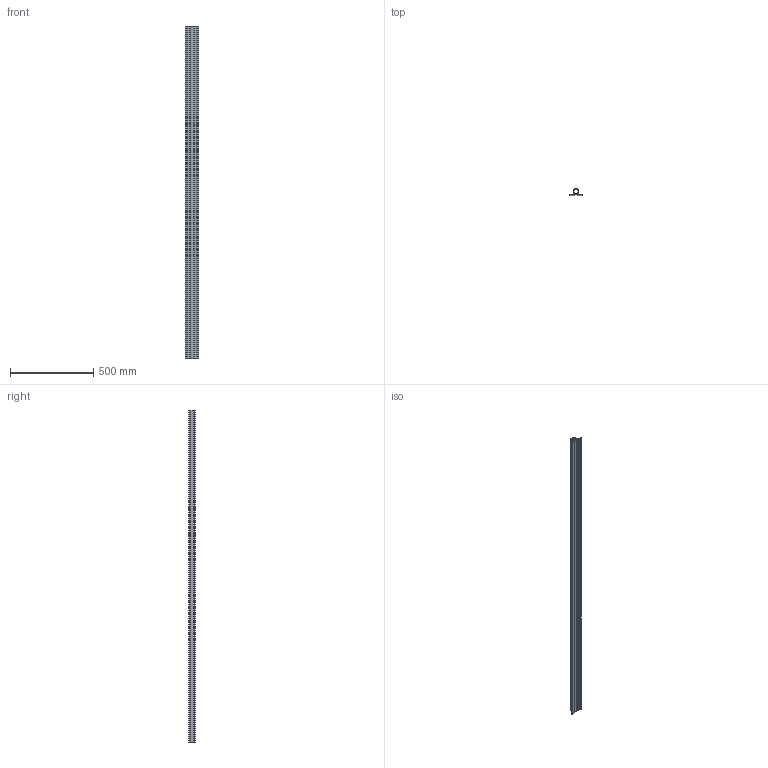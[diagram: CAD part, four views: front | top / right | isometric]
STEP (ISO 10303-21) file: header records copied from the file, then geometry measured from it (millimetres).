
FILE_DESCRIPTION (( 'STEP AP203' ), '1' );
FILE_NAME ('sone3D.STEP', '2013-11-29T02:22:26', ( '' ), ( '' ), 'SwSTEP 2.0', 'SolidWorks 2012', '' );
FILE_SCHEMA (( 'CONFIG_CONTROL_DESIGN' ));
Length unit declared in the file: millimetre
Products named in the file (3): FA-815-G-1-2000下カバー_; sone3D; FA-815-G-1-2000上カバー_
Assembly tree (2 placements, depth 2):
  sone3D
    FA-815-G-1-2000上カバー_
    FA-815-G-1-2000下カバー_
Bounding box: 80 x 39 x 2000 mm (x, y, z)
Volume: 1185425.7 mm3; surface area: 928946.2 mm2
Topology: 2 solids, 2 shells, 80 faces, 228 edges, 152 vertices
Faces by surface type: plane 57, cylinder 23
Entity records: 2903 total; most frequent: CARTESIAN_POINT 465, ORIENTED_EDGE 456, DIRECTION 444, EDGE_CURVE 228, VECTOR 182, LINE 182, VERTEX_POINT 152, AXIS2_PLACEMENT_3D 131
